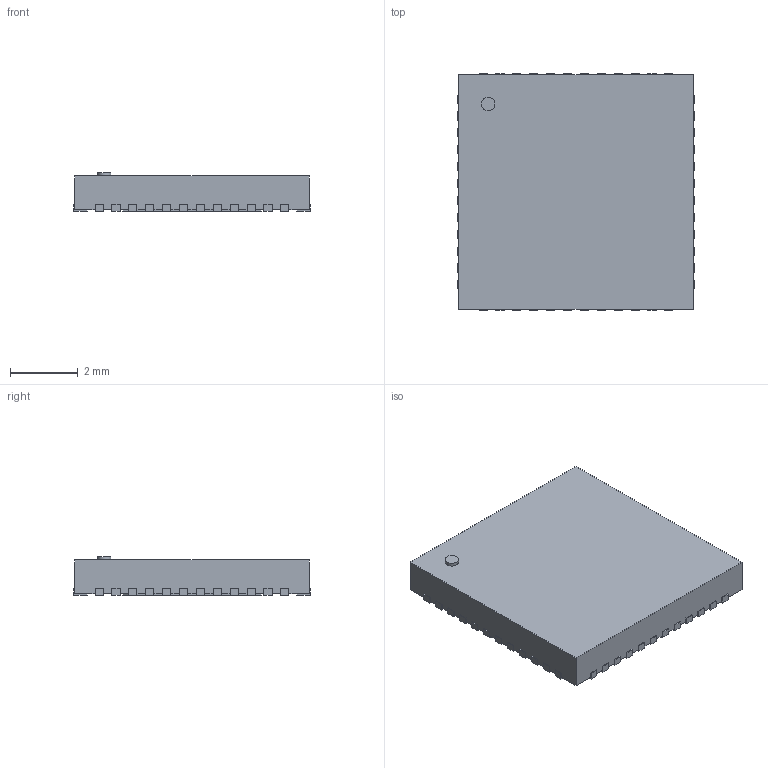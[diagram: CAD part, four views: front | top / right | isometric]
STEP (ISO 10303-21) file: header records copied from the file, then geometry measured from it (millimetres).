
FILE_DESCRIPTION(/* description */ ('model of VQFN-48-1EP_7x7mm_P0.5mm_EP4.1x4.1mm'),/* implementation_level */ '2;1');
FILE_NAME(/* name */ 'VQFN-48-1EP_7x7mm_P0.5mm_EP4.1x4.1mm.step',/* time_stamp */ '2023-11-16T15:05:28',/* author */ ('KiCAD','kicad'),/* organization */ ('OCCT'),/* preprocessor_version */ '',/* originating_system */ 'KiCAD',/* authorisation */ '');
FILE_SCHEMA(('AUTOMOTIVE_DESIGN { 1 0 10303 214 1 1 1 1 }'));
Length unit declared in the file: millimetre
Products named in the file (1): VQFN-48-1EP_7x7mm_P0.5mm_EP4.1x4.1mm
Bounding box: 7 x 7 x 1.15 mm (x, y, z)
Volume: 49.4 mm3; surface area: 129.4 mm2
Topology: 1 solids, 1 shells, 302 faces, 894 edges, 596 vertices
Faces by surface type: plane 301, cylinder 1
Full cylindrical faces by diameter (mm): 0.4 x1
Entity records: 12621 total; most frequent: CARTESIAN_POINT 1793, ORIENTED_EDGE 1788, DIRECTION 1502, EDGE_CURVE 894, LINE 892, VECTOR 892, VERTEX_POINT 596, AXIS2_PLACEMENT_3D 305
